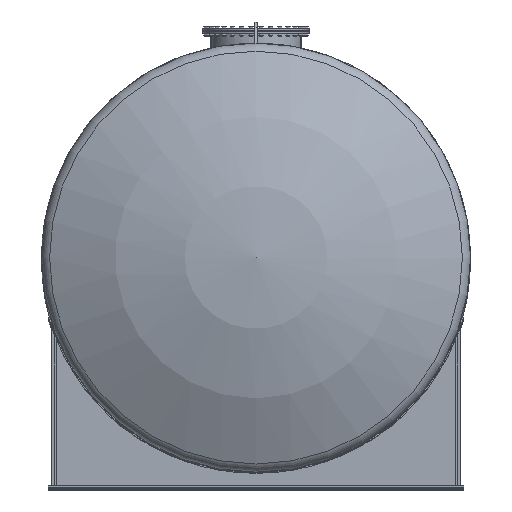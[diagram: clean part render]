
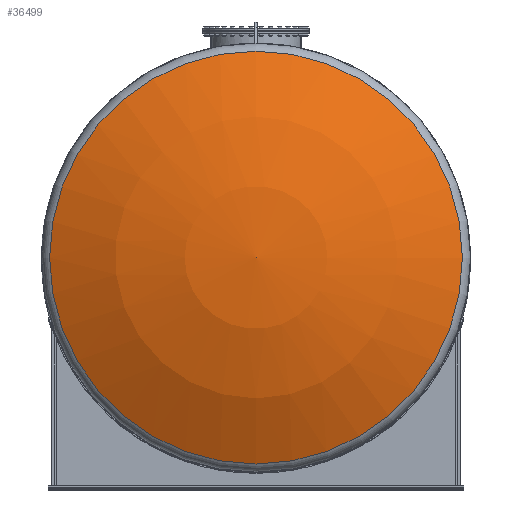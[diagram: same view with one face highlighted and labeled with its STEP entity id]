
A CAD part, top view. The second image highlights one B-rep face of the part: STEP entity #36499.
In plain terms, the highlighted spherical face has radius 2909 mm.
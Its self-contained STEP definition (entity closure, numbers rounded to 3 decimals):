
#36483=CARTESIAN_POINT('',(0.,0.0,9391.531));
#36484=DIRECTION('',(0.0,0.0,1.0));
#36485=DIRECTION('',(1.0,0.0,0.0));
#36486=AXIS2_PLACEMENT_3D('',#36483,#36484,#36485);
#36487=SPHERICAL_SURFACE('',#36486,2909.);
#36488=CARTESIAN_POINT('',(-1395.006,0.0,11944.224));
#36489=VERTEX_POINT('',#36488);
#36490=CARTESIAN_POINT('',(0.,0.0,11944.224));
#36491=DIRECTION('',(0.0,0.0,-1.0));
#36492=DIRECTION('',(-1.0,0.0,0.0));
#36493=AXIS2_PLACEMENT_3D('',#36490,#36491,#36492);
#36494=CIRCLE('',#36493,1395.006);
#36495=EDGE_CURVE('',#36489,#36489,#36494,.T.);
#36496=ORIENTED_EDGE('',*,*,#36495,.F.);
#36497=EDGE_LOOP('',(#36496));
#36498=FACE_OUTER_BOUND('',#36497,.T.);
#36499=ADVANCED_FACE('',(#36498),#36487,.T.);
